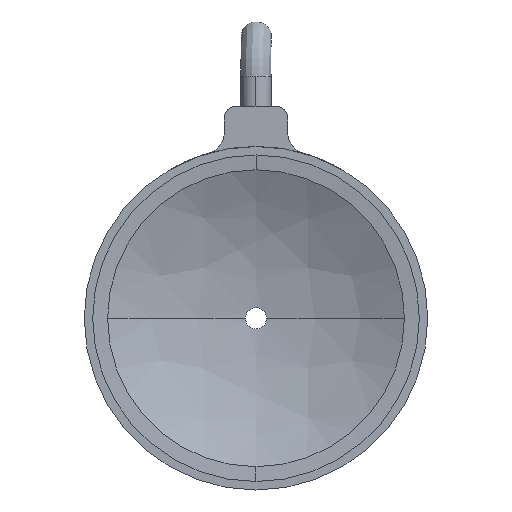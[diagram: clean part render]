
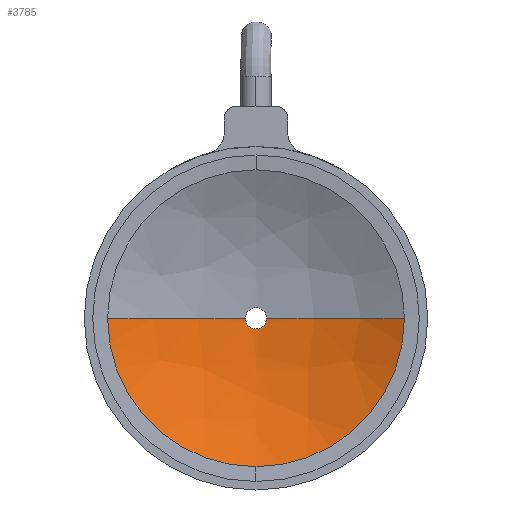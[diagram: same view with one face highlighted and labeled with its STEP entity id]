
A CAD part, front view. The second image highlights one B-rep face of the part: STEP entity #3785.
In plain terms, the highlighted free-form (B-spline) face has degree [3, 3] with [4, 4] control points.
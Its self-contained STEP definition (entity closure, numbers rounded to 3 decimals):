
#88 = EDGE_CURVE ( 'NONE', #2801, #2778, #907, .T. ) ;
#413 = VERTEX_POINT ( 'NONE', #3775 ) ;
#428 = DIRECTION ( 'NONE',  ( 0., 0., 1. ) ) ;
#464 = AXIS2_PLACEMENT_3D ( 'NONE', #4188, #1437, #3187 ) ;
#614 = CARTESIAN_POINT ( 'NONE',  ( 2.5, 74.958, 0. ) ) ;
#626 = EDGE_CURVE ( 'NONE', #2801, #956, #2214, .T. ) ;
#755 = CARTESIAN_POINT ( 'NONE',  ( -12.805, 69.066, -36.7 ) ) ;
#791 = DIRECTION ( 'NONE',  ( 1., 0., 0. ) ) ;
#830 = CARTESIAN_POINT ( 'NONE',  ( -35.386, 66.127, 0. ) ) ;
#893 = CARTESIAN_POINT ( 'NONE',  ( -35., 66.332, 0. ) ) ;
#907 = CIRCLE ( 'NONE', #464, 75. ) ;
#956 = VERTEX_POINT ( 'NONE', #614 ) ;
#1161 =( BOUNDED_SURFACE ( )  B_SPLINE_SURFACE ( 3, 3, ( 
 ( #1462, #4285, #2590, #4263 ),
 ( #3922, #2521, #2565, #4216 ),
 ( #755, #2497, #1486, #3945 ),
 ( #3555, #2858, #3875, #830 ) ),
 .UNSPECIFIED., .F., .F., .T. ) 
 B_SPLINE_SURFACE_WITH_KNOTS ( ( 4, 4 ),
 ( 4, 4 ),
 ( 0., 1. ),
 ( 0., 1. ),
 .UNSPECIFIED. ) 
 GEOMETRIC_REPRESENTATION_ITEM ( )  RATIONAL_B_SPLINE_SURFACE ( (
 ( 1., 0.98, 0.98, 1.),
 ( 0.921, 0.903, 0.903, 0.921),
 ( 0.921, 0.903, 0.903, 0.921),
 ( 1., 0.98, 0.98, 1.) ) ) 
 REPRESENTATION_ITEM ( '' )  SURFACE ( )  );
#1181 = ORIENTED_EDGE ( 'NONE', *, *, #2028, .T. ) ;
#1206 = VERTEX_POINT ( 'NONE', #3314 ) ;
#1220 = DIRECTION ( 'NONE',  ( 0., 1., 0. ) ) ;
#1437 = DIRECTION ( 'NONE',  ( 0., 0., 1. ) ) ;
#1446 = CARTESIAN_POINT ( 'NONE',  ( 0., 0., 0. ) ) ;
#1462 = CARTESIAN_POINT ( 'NONE',  ( 35.386, 58.395, -31.03 ) ) ;
#1486 = CARTESIAN_POINT ( 'NONE',  ( -12.805, 78.211, -12.862 ) ) ;
#1541 = ORIENTED_EDGE ( 'NONE', *, *, #626, .F. ) ;
#1634 = ORIENTED_EDGE ( 'NONE', *, *, #1698, .F. ) ;
#1698 = EDGE_CURVE ( 'NONE', #413, #2778, #3084, .T. ) ;
#1721 = DIRECTION ( 'NONE',  ( 0., 1., 0. ) ) ;
#1789 = DIRECTION ( 'NONE',  ( -1., 0., 0. ) ) ;
#2028 = EDGE_CURVE ( 'NONE', #1206, #956, #2868, .T. ) ;
#2131 = AXIS2_PLACEMENT_3D ( 'NONE', #1446, #428, #791 ) ;
#2214 = CIRCLE ( 'NONE', #3232, 2.5 ) ;
#2332 = CARTESIAN_POINT ( 'NONE',  ( 0., 66.332, 0. ) ) ;
#2343 = EDGE_LOOP ( 'NONE', ( #3118, #1181, #1541, #3661, #1634 ) ) ;
#2497 = CARTESIAN_POINT ( 'NONE',  ( -12.805, 75.101, -25.342 ) ) ;
#2521 = CARTESIAN_POINT ( 'NONE',  ( 12.805, 75.101, -25.342 ) ) ;
#2565 = CARTESIAN_POINT ( 'NONE',  ( 12.805, 78.211, -12.862 ) ) ;
#2590 = CARTESIAN_POINT ( 'NONE',  ( 35.386, 66.127, -10.875 ) ) ;
#2778 = VERTEX_POINT ( 'NONE', #893 ) ;
#2791 = CARTESIAN_POINT ( 'NONE',  ( 0., 66.332, 0. ) ) ;
#2801 = VERTEX_POINT ( 'NONE', #3734 ) ;
#2834 = FACE_OUTER_BOUND ( 'NONE', #2343, .T. ) ;
#2857 = DIRECTION ( 'NONE',  ( 0., -1., 0. ) ) ;
#2858 = CARTESIAN_POINT ( 'NONE',  ( -35.386, 63.498, -21.427 ) ) ;
#2868 = CIRCLE ( 'NONE', #2131, 75. ) ;
#3084 = CIRCLE ( 'NONE', #3234, 35. ) ;
#3118 = ORIENTED_EDGE ( 'NONE', *, *, #3880, .F. ) ;
#3128 = DIRECTION ( 'NONE',  ( 0., 0., -1. ) ) ;
#3187 = DIRECTION ( 'NONE',  ( 1., 0., 0. ) ) ;
#3232 = AXIS2_PLACEMENT_3D ( 'NONE', #3509, #2857, #1789 ) ;
#3234 = AXIS2_PLACEMENT_3D ( 'NONE', #2791, #1721, #3128 ) ;
#3314 = CARTESIAN_POINT ( 'NONE',  ( 35., 66.332, 0. ) ) ;
#3509 = CARTESIAN_POINT ( 'NONE',  ( 0., 74.958, 0. ) ) ;
#3555 = CARTESIAN_POINT ( 'NONE',  ( -35.386, 58.395, -31.03 ) ) ;
#3661 = ORIENTED_EDGE ( 'NONE', *, *, #88, .T. ) ;
#3708 = CIRCLE ( 'NONE', #4211, 35. ) ;
#3734 = CARTESIAN_POINT ( 'NONE',  ( -2.5, 74.958, 0. ) ) ;
#3775 = CARTESIAN_POINT ( 'NONE',  ( 0., 66.332, -35. ) ) ;
#3785 = ADVANCED_FACE ( 'NONE', ( #2834 ), #1161, .F. ) ;
#3875 = CARTESIAN_POINT ( 'NONE',  ( -35.386, 66.127, -10.875 ) ) ;
#3880 = EDGE_CURVE ( 'NONE', #1206, #413, #3708, .T. ) ;
#3922 = CARTESIAN_POINT ( 'NONE',  ( 12.805, 69.066, -36.7 ) ) ;
#3945 = CARTESIAN_POINT ( 'NONE',  ( -12.805, 78.211, 0. ) ) ;
#4188 = CARTESIAN_POINT ( 'NONE',  ( 0., 0., 0. ) ) ;
#4211 = AXIS2_PLACEMENT_3D ( 'NONE', #2332, #1220, #4334 ) ;
#4216 = CARTESIAN_POINT ( 'NONE',  ( 12.805, 78.211, 0. ) ) ;
#4263 = CARTESIAN_POINT ( 'NONE',  ( 35.386, 66.127, 0. ) ) ;
#4285 = CARTESIAN_POINT ( 'NONE',  ( 35.386, 63.498, -21.427 ) ) ;
#4334 = DIRECTION ( 'NONE',  ( 0., 0., -1. ) ) ;
